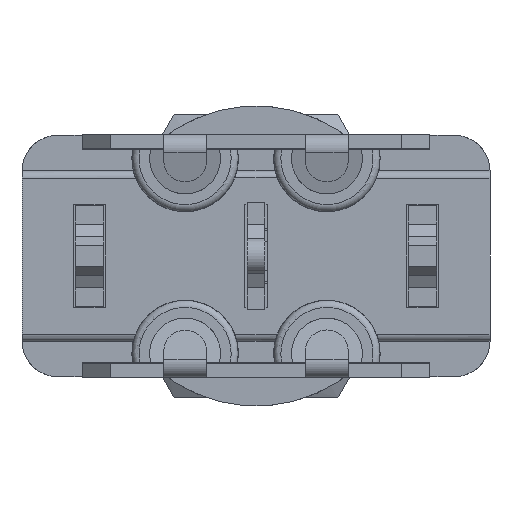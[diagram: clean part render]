
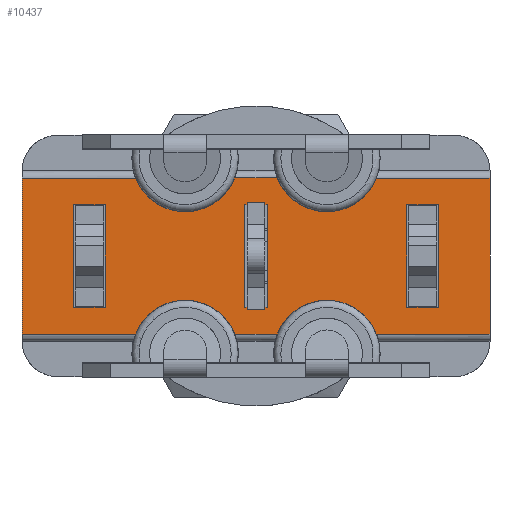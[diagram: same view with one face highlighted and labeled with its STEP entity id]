
A CAD part, front view. The second image highlights one B-rep face of the part: STEP entity #10437.
In plain terms, the highlighted planar face has unit normal (0, -1, 0).
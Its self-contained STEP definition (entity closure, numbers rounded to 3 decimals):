
#2655=CARTESIAN_POINT('',(-2.,-10.95,2.75));
#2656=DIRECTION('',(0.,1.,0.));
#2657=DIRECTION('',(0.93,0.,-0.367));
#2658=AXIS2_PLACEMENT_3D('',#2655,#2656,#2657);
#2660=CARTESIAN_POINT('',(2.,-10.95,2.75));
#2661=DIRECTION('',(0.,1.,0.));
#2662=DIRECTION('',(0.93,0.,-0.367));
#2663=AXIS2_PLACEMENT_3D('',#2660,#2661,#2662);
#2665=CARTESIAN_POINT('',(2.,-10.95,-2.75));
#2666=DIRECTION('',(0.,1.,0.));
#2667=DIRECTION('',(-0.93,0.,0.367));
#2668=AXIS2_PLACEMENT_3D('',#2665,#2666,#2667);
#2670=CARTESIAN_POINT('',(-2.,-10.95,-2.75));
#2671=DIRECTION('',(0.,1.,0.));
#2672=DIRECTION('',(-0.93,0.,0.367));
#2673=AXIS2_PLACEMENT_3D('',#2670,#2671,#2672);
#2675=DIRECTION('',(0.,0.,-1.));
#2676=VECTOR('',#2675,2.9);
#2677=CARTESIAN_POINT('',(4.25,-10.95,1.45));
#2678=LINE('',#2677,#2676);
#2679=DIRECTION('',(1.,0.,0.));
#2680=VECTOR('',#2679,0.9);
#2681=CARTESIAN_POINT('',(4.25,-10.95,-1.45));
#2682=LINE('',#2681,#2680);
#2683=DIRECTION('',(0.,0.,1.));
#2684=VECTOR('',#2683,2.9);
#2685=CARTESIAN_POINT('',(5.15,-10.95,-1.45));
#2686=LINE('',#2685,#2684);
#2687=DIRECTION('',(-1.,0.,0.));
#2688=VECTOR('',#2687,0.9);
#2689=CARTESIAN_POINT('',(5.15,-10.95,1.45));
#2690=LINE('',#2689,#2688);
#2691=DIRECTION('',(0.,0.,1.));
#2692=VECTOR('',#2691,2.9);
#2693=CARTESIAN_POINT('',(-4.25,-10.95,-1.45));
#2694=LINE('',#2693,#2692);
#2695=DIRECTION('',(1.,0.,0.));
#2696=VECTOR('',#2695,0.9);
#2697=CARTESIAN_POINT('',(-5.15,-10.95,1.45));
#2698=LINE('',#2697,#2696);
#2699=DIRECTION('',(0.,0.,1.));
#2700=VECTOR('',#2699,2.9);
#2701=CARTESIAN_POINT('',(-5.15,-10.95,-1.45));
#2702=LINE('',#2701,#2700);
#2703=DIRECTION('',(-1.,0.,0.));
#2704=VECTOR('',#2703,0.9);
#2705=CARTESIAN_POINT('',(-4.25,-10.95,-1.45));
#2706=LINE('',#2705,#2704);
#2707=DIRECTION('',(0.,0.,1.));
#2708=VECTOR('',#2707,0.05);
#2709=CARTESIAN_POINT('',(-0.25,-10.95,-1.5));
#2710=LINE('',#2709,#2708);
#2711=DIRECTION('',(1.,0.,0.));
#2712=VECTOR('',#2711,0.5);
#2713=CARTESIAN_POINT('',(-0.25,-10.95,-1.5));
#2714=LINE('',#2713,#2712);
#2715=DIRECTION('',(0.,0.,1.));
#2716=VECTOR('',#2715,0.05);
#2717=CARTESIAN_POINT('',(0.25,-10.95,-1.5));
#2718=LINE('',#2717,#2716);
#2719=DIRECTION('',(1.,0.,0.));
#2720=VECTOR('',#2719,0.075);
#2721=CARTESIAN_POINT('',(0.25,-10.95,-1.45));
#2722=LINE('',#2721,#2720);
#2723=DIRECTION('',(-1.,0.,0.));
#2724=VECTOR('',#2723,0.075);
#2725=CARTESIAN_POINT('',(0.325,-10.95,1.45));
#2726=LINE('',#2725,#2724);
#2727=DIRECTION('',(0.,0.,1.));
#2728=VECTOR('',#2727,0.05);
#2729=CARTESIAN_POINT('',(0.25,-10.95,1.45));
#2730=LINE('',#2729,#2728);
#2731=DIRECTION('',(1.,0.,0.));
#2732=VECTOR('',#2731,0.5);
#2733=CARTESIAN_POINT('',(-0.25,-10.95,1.5));
#2734=LINE('',#2733,#2732);
#2735=DIRECTION('',(0.,0.,1.));
#2736=VECTOR('',#2735,0.05);
#2737=CARTESIAN_POINT('',(-0.25,-10.95,1.45));
#2738=LINE('',#2737,#2736);
#2739=DIRECTION('',(-1.,0.,0.));
#2740=VECTOR('',#2739,0.075);
#2741=CARTESIAN_POINT('',(-0.25,-10.95,1.45));
#2742=LINE('',#2741,#2740);
#2743=DIRECTION('',(1.,0.,0.));
#2744=VECTOR('',#2743,0.075);
#2745=CARTESIAN_POINT('',(-0.325,-10.95,-1.45));
#2746=LINE('',#2745,#2744);
#2747=DIRECTION('',(1.,0.,0.));
#2748=VECTOR('',#2747,3.204);
#2749=CARTESIAN_POINT('',(-6.6,-10.95,-2.2));
#2750=LINE('',#2749,#2748);
#3465=DIRECTION('',(-1.,0.,0.));
#3466=VECTOR('',#3465,3.204);
#3467=CARTESIAN_POINT('',(6.6,-10.95,2.2));
#3468=LINE('',#3467,#3466);
#3489=DIRECTION('',(0.,0.,1.));
#3490=VECTOR('',#3489,4.4);
#3491=CARTESIAN_POINT('',(6.6,-10.95,-2.2));
#3492=LINE('',#3491,#3490);
#3501=DIRECTION('',(1.,0.,0.));
#3502=VECTOR('',#3501,3.204);
#3503=CARTESIAN_POINT('',(3.396,-10.95,-2.2));
#3504=LINE('',#3503,#3502);
#3638=DIRECTION('',(1.,0.,0.));
#3639=VECTOR('',#3638,1.209);
#3640=CARTESIAN_POINT('',(-0.604,-10.95,-2.2));
#3641=LINE('',#3640,#3639);
#3688=DIRECTION('',(-1.,0.,0.));
#3689=VECTOR('',#3688,1.209);
#3690=CARTESIAN_POINT('',(0.604,-10.95,2.2));
#3691=LINE('',#3690,#3689);
#3722=DIRECTION('',(-1.,0.,0.));
#3723=VECTOR('',#3722,3.204);
#3724=CARTESIAN_POINT('',(-3.396,-10.95,2.2));
#3725=LINE('',#3724,#3723);
#3754=DIRECTION('',(0.,0.,-1.));
#3755=VECTOR('',#3754,4.4);
#3756=CARTESIAN_POINT('',(-6.6,-10.95,2.2));
#3757=LINE('',#3756,#3755);
#5752=DIRECTION('',(0.,0.,1.));
#5753=VECTOR('',#5752,2.9);
#5754=CARTESIAN_POINT('',(-0.325,-10.95,-1.45));
#5755=LINE('',#5754,#5753);
#5856=DIRECTION('',(0.,0.,-1.));
#5857=VECTOR('',#5856,2.9);
#5858=CARTESIAN_POINT('',(0.325,-10.95,1.45));
#5859=LINE('',#5858,#5857);
#6317=CARTESIAN_POINT('',(-6.6,-10.95,-2.2));
#6318=CARTESIAN_POINT('',(-3.396,-10.95,-2.2));
#6319=VERTEX_POINT('',#6317);
#6320=VERTEX_POINT('',#6318);
#6325=CARTESIAN_POINT('',(-3.396,-10.95,2.2));
#6326=CARTESIAN_POINT('',(-6.6,-10.95,2.2));
#6327=VERTEX_POINT('',#6325);
#6328=VERTEX_POINT('',#6326);
#6333=CARTESIAN_POINT('',(3.396,-10.95,-2.2));
#6334=CARTESIAN_POINT('',(6.6,-10.95,-2.2));
#6335=VERTEX_POINT('',#6333);
#6336=VERTEX_POINT('',#6334);
#6341=CARTESIAN_POINT('',(6.6,-10.95,2.2));
#6342=CARTESIAN_POINT('',(3.396,-10.95,2.2));
#6343=VERTEX_POINT('',#6341);
#6344=VERTEX_POINT('',#6342);
#6349=CARTESIAN_POINT('',(0.604,-10.95,-2.2));
#6350=VERTEX_POINT('',#6349);
#6351=CARTESIAN_POINT('',(0.604,-10.95,2.2));
#6352=VERTEX_POINT('',#6351);
#6353=CARTESIAN_POINT('',(-0.604,-10.95,-2.2));
#6354=VERTEX_POINT('',#6353);
#6355=CARTESIAN_POINT('',(-0.604,-10.95,2.2));
#6356=VERTEX_POINT('',#6355);
#6441=CARTESIAN_POINT('',(0.325,-10.95,-1.45));
#6443=VERTEX_POINT('',#6441);
#6445=CARTESIAN_POINT('',(0.325,-10.95,1.45));
#6447=VERTEX_POINT('',#6445);
#6449=CARTESIAN_POINT('',(4.25,-10.95,-1.45));
#6450=CARTESIAN_POINT('',(5.15,-10.95,-1.45));
#6451=VERTEX_POINT('',#6449);
#6452=VERTEX_POINT('',#6450);
#6453=CARTESIAN_POINT('',(5.15,-10.95,1.45));
#6454=VERTEX_POINT('',#6453);
#6455=CARTESIAN_POINT('',(4.25,-10.95,1.45));
#6456=VERTEX_POINT('',#6455);
#6457=CARTESIAN_POINT('',(-4.25,-10.95,-1.45));
#6458=CARTESIAN_POINT('',(-5.15,-10.95,-1.45));
#6459=VERTEX_POINT('',#6457);
#6460=VERTEX_POINT('',#6458);
#6461=CARTESIAN_POINT('',(-5.15,-10.95,1.45));
#6462=VERTEX_POINT('',#6461);
#6463=CARTESIAN_POINT('',(-4.25,-10.95,1.45));
#6464=VERTEX_POINT('',#6463);
#6590=CARTESIAN_POINT('',(-0.325,-10.95,-1.45));
#6591=CARTESIAN_POINT('',(-0.325,-10.95,1.45));
#6592=VERTEX_POINT('',#6590);
#6593=VERTEX_POINT('',#6591);
#6730=CARTESIAN_POINT('',(-0.25,-10.95,-1.5));
#6731=CARTESIAN_POINT('',(-0.25,-10.95,-1.45));
#6732=VERTEX_POINT('',#6730);
#6733=VERTEX_POINT('',#6731);
#6734=CARTESIAN_POINT('',(-0.25,-10.95,1.45));
#6735=CARTESIAN_POINT('',(-0.25,-10.95,1.5));
#6736=VERTEX_POINT('',#6734);
#6737=VERTEX_POINT('',#6735);
#6738=CARTESIAN_POINT('',(0.25,-10.95,-1.5));
#6739=CARTESIAN_POINT('',(0.25,-10.95,-1.45));
#6740=VERTEX_POINT('',#6738);
#6741=VERTEX_POINT('',#6739);
#6742=CARTESIAN_POINT('',(0.25,-10.95,1.45));
#6743=CARTESIAN_POINT('',(0.25,-10.95,1.5));
#6744=VERTEX_POINT('',#6742);
#6745=VERTEX_POINT('',#6743);
#10362=CARTESIAN_POINT('',(0.,-10.95,0.));
#10363=DIRECTION('',(0.,-1.,0.));
#10364=DIRECTION('',(0.,0.,-1.));
#10365=AXIS2_PLACEMENT_3D('',#10362,#10363,#10364);
#10366=PLANE('',#10365);
#10368=ORIENTED_EDGE('',*,*,#10367,.F.);
#10370=ORIENTED_EDGE('',*,*,#10369,.F.);
#10372=ORIENTED_EDGE('',*,*,#10371,.F.);
#10374=ORIENTED_EDGE('',*,*,#10373,.F.);
#10376=ORIENTED_EDGE('',*,*,#10375,.F.);
#10378=ORIENTED_EDGE('',*,*,#10377,.F.);
#10380=ORIENTED_EDGE('',*,*,#10379,.F.);
#10382=ORIENTED_EDGE('',*,*,#10381,.F.);
#10384=ORIENTED_EDGE('',*,*,#10383,.F.);
#10386=ORIENTED_EDGE('',*,*,#10385,.F.);
#10388=ORIENTED_EDGE('',*,*,#10387,.F.);
#10390=ORIENTED_EDGE('',*,*,#10389,.F.);
#10391=EDGE_LOOP('',(#10368,#10370,#10372,#10374,#10376,#10378,#10380,#10382,
#10384,#10386,#10388,#10390));
#10392=FACE_OUTER_BOUND('',#10391,.F.);
#10394=ORIENTED_EDGE('',*,*,#10393,.T.);
#10396=ORIENTED_EDGE('',*,*,#10395,.T.);
#10398=ORIENTED_EDGE('',*,*,#10397,.T.);
#10400=ORIENTED_EDGE('',*,*,#10399,.T.);
#10401=EDGE_LOOP('',(#10394,#10396,#10398,#10400));
#10402=FACE_BOUND('',#10401,.F.);
#10404=ORIENTED_EDGE('',*,*,#10403,.T.);
#10406=ORIENTED_EDGE('',*,*,#10405,.F.);
#10408=ORIENTED_EDGE('',*,*,#10407,.F.);
#10410=ORIENTED_EDGE('',*,*,#10409,.F.);
#10411=EDGE_LOOP('',(#10404,#10406,#10408,#10410));
#10412=FACE_BOUND('',#10411,.F.);
#10414=ORIENTED_EDGE('',*,*,#10413,.F.);
#10416=ORIENTED_EDGE('',*,*,#10415,.T.);
#10417=ORIENTED_EDGE('',*,*,#10328,.T.);
#10419=ORIENTED_EDGE('',*,*,#10418,.T.);
#10421=ORIENTED_EDGE('',*,*,#10420,.F.);
#10423=ORIENTED_EDGE('',*,*,#10422,.T.);
#10424=ORIENTED_EDGE('',*,*,#10352,.T.);
#10426=ORIENTED_EDGE('',*,*,#10425,.F.);
#10428=ORIENTED_EDGE('',*,*,#10427,.F.);
#10430=ORIENTED_EDGE('',*,*,#10429,.T.);
#10432=ORIENTED_EDGE('',*,*,#10431,.F.);
#10434=ORIENTED_EDGE('',*,*,#10433,.T.);
#10435=EDGE_LOOP('',(#10414,#10416,#10417,#10419,#10421,#10423,#10424,#10426,
#10428,#10430,#10432,#10434));
#10436=FACE_BOUND('',#10435,.F.);
#10437=ADVANCED_FACE('',(#10392,#10402,#10412,#10436),#10366,.T.);
#2659=CIRCLE('',#2658,1.5);
#2664=CIRCLE('',#2663,1.5);
#2669=CIRCLE('',#2668,1.5);
#2674=CIRCLE('',#2673,1.5);
#10328=EDGE_CURVE('',#6740,#6741,#2718,.T.);
#10352=EDGE_CURVE('',#6744,#6745,#2730,.T.);
#10367=EDGE_CURVE('',#6319,#6320,#2750,.T.);
#10369=EDGE_CURVE('',#6328,#6319,#3757,.T.);
#10371=EDGE_CURVE('',#6327,#6328,#3725,.T.);
#10373=EDGE_CURVE('',#6356,#6327,#2659,.T.);
#10375=EDGE_CURVE('',#6352,#6356,#3691,.T.);
#10377=EDGE_CURVE('',#6344,#6352,#2664,.T.);
#10379=EDGE_CURVE('',#6343,#6344,#3468,.T.);
#10381=EDGE_CURVE('',#6336,#6343,#3492,.T.);
#10383=EDGE_CURVE('',#6335,#6336,#3504,.T.);
#10385=EDGE_CURVE('',#6350,#6335,#2669,.T.);
#10387=EDGE_CURVE('',#6354,#6350,#3641,.T.);
#10389=EDGE_CURVE('',#6320,#6354,#2674,.T.);
#10393=EDGE_CURVE('',#6456,#6451,#2678,.T.);
#10395=EDGE_CURVE('',#6451,#6452,#2682,.T.);
#10397=EDGE_CURVE('',#6452,#6454,#2686,.T.);
#10399=EDGE_CURVE('',#6454,#6456,#2690,.T.);
#10403=EDGE_CURVE('',#6459,#6464,#2694,.T.);
#10405=EDGE_CURVE('',#6462,#6464,#2698,.T.);
#10407=EDGE_CURVE('',#6460,#6462,#2702,.T.);
#10409=EDGE_CURVE('',#6459,#6460,#2706,.T.);
#10413=EDGE_CURVE('',#6732,#6733,#2710,.T.);
#10415=EDGE_CURVE('',#6732,#6740,#2714,.T.);
#10418=EDGE_CURVE('',#6741,#6443,#2722,.T.);
#10420=EDGE_CURVE('',#6447,#6443,#5859,.T.);
#10422=EDGE_CURVE('',#6447,#6744,#2726,.T.);
#10425=EDGE_CURVE('',#6737,#6745,#2734,.T.);
#10427=EDGE_CURVE('',#6736,#6737,#2738,.T.);
#10429=EDGE_CURVE('',#6736,#6593,#2742,.T.);
#10431=EDGE_CURVE('',#6592,#6593,#5755,.T.);
#10433=EDGE_CURVE('',#6592,#6733,#2746,.T.);
